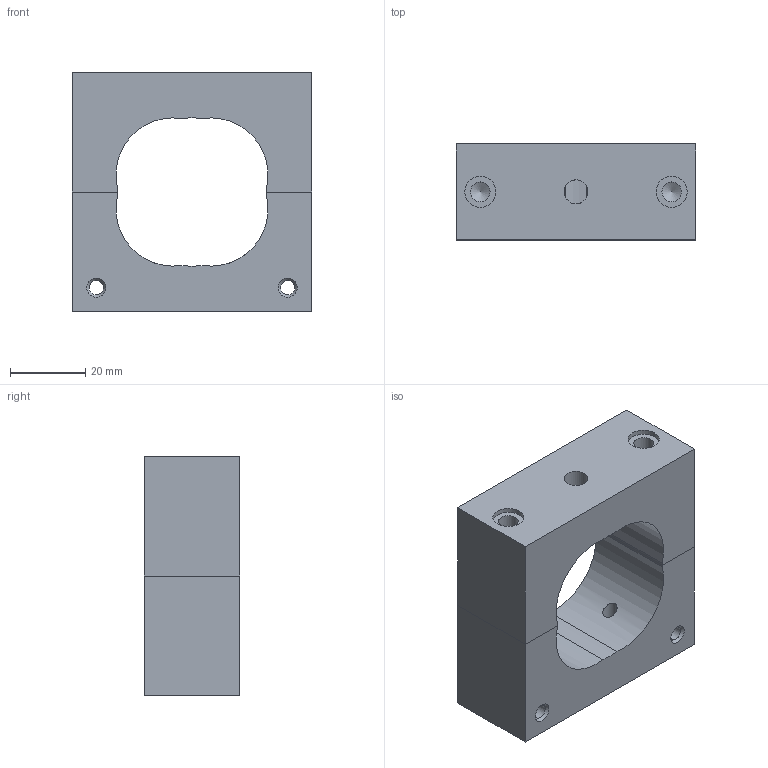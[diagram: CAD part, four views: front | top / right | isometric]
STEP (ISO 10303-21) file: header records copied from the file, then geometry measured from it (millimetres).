
FILE_DESCRIPTION(/* description */ (''),/* implementation_level */ '2;1');
FILE_NAME(/* name */ 'LB957A Heated Bracket v2.step',/* time_stamp */ '2022-06-28T14:40:47-06:00',/* author */ (''),/* organization */ (''),/* preprocessor_version */ 'ST-DEVELOPER v19',/* originating_system */ 'Autodesk Translation Framework v11.7.0.108',/* authorisation */ '');
FILE_SCHEMA (('AUTOMOTIVE_DESIGN { 1 0 10303 214 3 1 1 }'));
Length unit declared in the file: inch
Products named in the file (1): LB957A Heated Bracket
Bounding box: 63.5 x 25.4 x 63.5 mm (x, y, z)
Volume: 65231.6 mm3; surface area: 17827.8 mm2
Topology: 2 solids, 2 shells, 42 faces, 105 edges, 68 vertices
Faces by surface type: cylinder 20, plane 16, cone 6
Full cylindrical faces by diameter (mm): 3.81 x4, 5.207 x2, 6.35 x1, 8.255 x2
Entity records: 1402 total; most frequent: CARTESIAN_POINT 326, DIRECTION 221, ORIENTED_EDGE 206, EDGE_CURVE 103, AXIS2_PLACEMENT_3D 82, VERTEX_POINT 68, LINE 57, VECTOR 57
